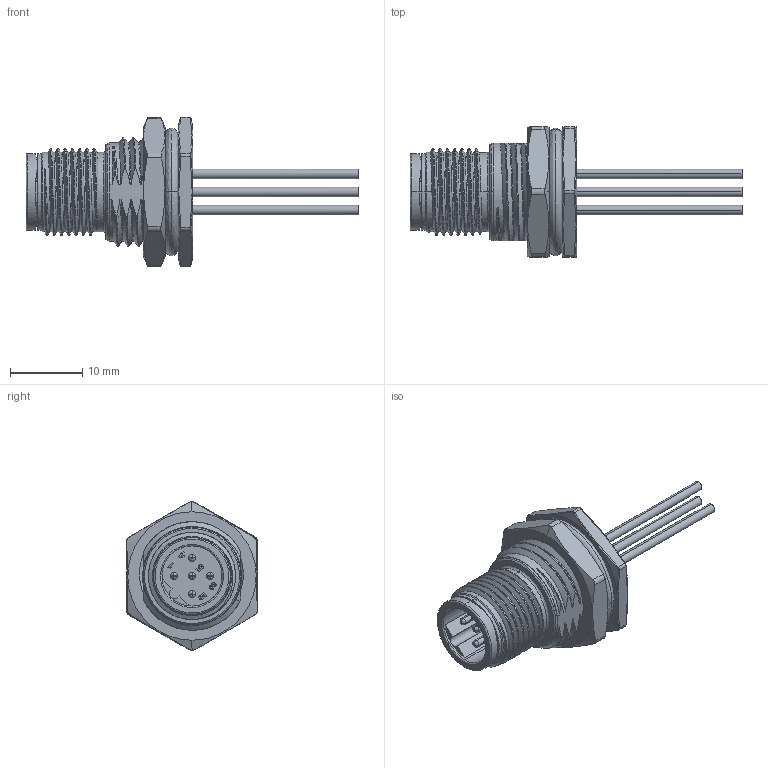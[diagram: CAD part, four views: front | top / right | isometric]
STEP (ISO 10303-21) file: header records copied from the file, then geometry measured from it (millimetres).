
FILE_DESCRIPTION (( 'STEP AP214' ), '1' );
FILE_NAME ('REC-M125BM-PG9F-L_3D.step', '2024-11-11T16:29:58', ( '' ), ( '' ), 'SwSTEP 2.0', 'SolidWorks 2022', '' );
FILE_SCHEMA (( 'AUTOMOTIVE_DESIGN' ));
Length unit declared in the file: inch
Products named in the file (1): REC-M125BM-PG9F-L_3D
Bounding box: 45.8 x 18 x 20.64 mm (x, y, z)
Volume: 3255.9 mm3; surface area: 4621.7 mm2
Topology: 2 solids, 3 shells, 525 faces, 1501 edges, 995 vertices
Faces by surface type: cylinder 171, bspline 151, plane 138, torus 37, cone 28
Entity records: 36766 total; most frequent: CARTESIAN_POINT 18504, ORIENTED_EDGE 3002, DIRECTION 1682, EDGE_CURVE 1501, VERTEX_POINT 995, B_SPLINE_CURVE_WITH_KNOTS 760, AXIS2_PLACEMENT_3D 598, EDGE_LOOP 552
